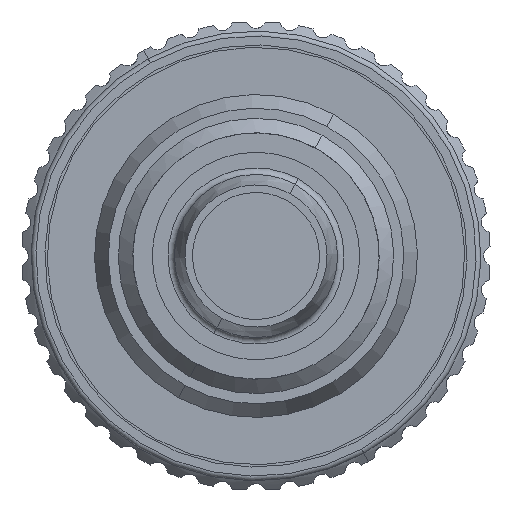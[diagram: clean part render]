
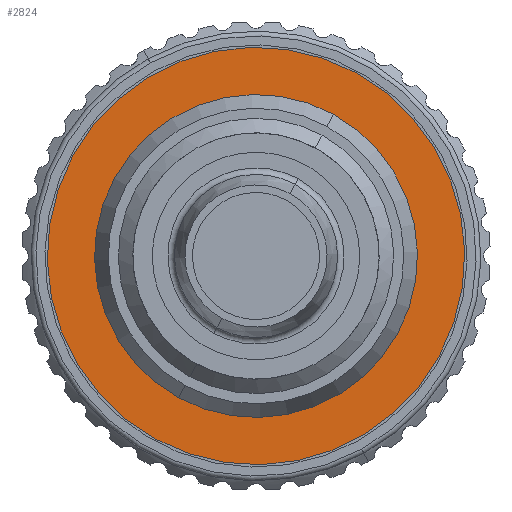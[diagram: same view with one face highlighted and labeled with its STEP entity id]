
A CAD part, left-side view. The second image highlights one B-rep face of the part: STEP entity #2824.
In plain terms, the highlighted planar face has unit normal (-1, 0, 0).
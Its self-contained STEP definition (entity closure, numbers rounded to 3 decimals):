
#440 = VERTEX_POINT ( 'NONE', #8738 ) ;
#451 = CARTESIAN_POINT ( 'NONE',  ( 16.55, 0., 0. ) ) ;
#1165 = ORIENTED_EDGE ( 'NONE', *, *, #5818, .F. ) ;
#1455 = CIRCLE ( 'NONE', #10918, 6.463 ) ;
#1475 = DIRECTION ( 'NONE',  ( 1., 0., 0. ) ) ;
#2332 = CIRCLE ( 'NONE', #9234, 5. ) ;
#2824 = ADVANCED_FACE ( 'NONE', ( #5416, #11958 ), #6279, .F. ) ;
#2879 = EDGE_LOOP ( 'NONE', ( #1165, #7300 ) ) ;
#3572 = CARTESIAN_POINT ( 'NONE',  ( 16.55, 0., 4.463 ) ) ;
#3598 = DIRECTION ( 'NONE',  ( 1., 0., 0. ) ) ;
#3630 = DIRECTION ( 'NONE',  ( 0., 1., 0. ) ) ;
#3796 = EDGE_CURVE ( 'NONE', #440, #6866, #2332, .T. ) ;
#3882 = DIRECTION ( 'NONE',  ( 0., 1., 0. ) ) ;
#4224 = VERTEX_POINT ( 'NONE', #10057 ) ;
#4243 = EDGE_CURVE ( 'NONE', #4224, #9073, #6696, .T. ) ;
#5237 = DIRECTION ( 'NONE',  ( 0., 1., 0. ) ) ;
#5416 = FACE_OUTER_BOUND ( 'NONE', #2879, .T. ) ;
#5567 = CARTESIAN_POINT ( 'NONE',  ( 16.55, 0., 0. ) ) ;
#5818 = EDGE_CURVE ( 'NONE', #9073, #4224, #1455, .T. ) ;
#6279 = PLANE ( 'NONE',  #9669 ) ;
#6426 = CARTESIAN_POINT ( 'NONE',  ( 16.55, -2.397, 4.388 ) ) ;
#6652 = CARTESIAN_POINT ( 'NONE',  ( 16.55, 0., 0. ) ) ;
#6696 = CIRCLE ( 'NONE', #10237, 6.463 ) ;
#6866 = VERTEX_POINT ( 'NONE', #6426 ) ;
#7031 = DIRECTION ( 'NONE',  ( 1., 0., 0. ) ) ;
#7098 = DIRECTION ( 'NONE',  ( 0., 1., 0. ) ) ;
#7263 = CIRCLE ( 'NONE', #7859, 5. ) ;
#7300 = ORIENTED_EDGE ( 'NONE', *, *, #4243, .F. ) ;
#7450 = DIRECTION ( 'NONE',  ( 1., 0., 0. ) ) ;
#7841 = ORIENTED_EDGE ( 'NONE', *, *, #8607, .T. ) ;
#7859 = AXIS2_PLACEMENT_3D ( 'NONE', #9865, #1475, #5237 ) ;
#8088 = ORIENTED_EDGE ( 'NONE', *, *, #3796, .T. ) ;
#8607 = EDGE_CURVE ( 'NONE', #6866, #440, #7263, .T. ) ;
#8738 = CARTESIAN_POINT ( 'NONE',  ( 16.55, 2.397, -4.388 ) ) ;
#9073 = VERTEX_POINT ( 'NONE', #10138 ) ;
#9234 = AXIS2_PLACEMENT_3D ( 'NONE', #5567, #3598, #10185 ) ;
#9669 = AXIS2_PLACEMENT_3D ( 'NONE', #3572, #7450, #3630 ) ;
#9865 = CARTESIAN_POINT ( 'NONE',  ( 16.55, 0., 0. ) ) ;
#10057 = CARTESIAN_POINT ( 'NONE',  ( 16.55, 3.098, -5.671 ) ) ;
#10138 = CARTESIAN_POINT ( 'NONE',  ( 16.55, -3.098, 5.671 ) ) ;
#10185 = DIRECTION ( 'NONE',  ( 0., 1., 0. ) ) ;
#10237 = AXIS2_PLACEMENT_3D ( 'NONE', #6652, #10362, #3882 ) ;
#10362 = DIRECTION ( 'NONE',  ( 1., 0., 0. ) ) ;
#10790 = EDGE_LOOP ( 'NONE', ( #7841, #8088 ) ) ;
#10918 = AXIS2_PLACEMENT_3D ( 'NONE', #451, #7031, #7098 ) ;
#11958 = FACE_BOUND ( 'NONE', #10790, .T. ) ;
